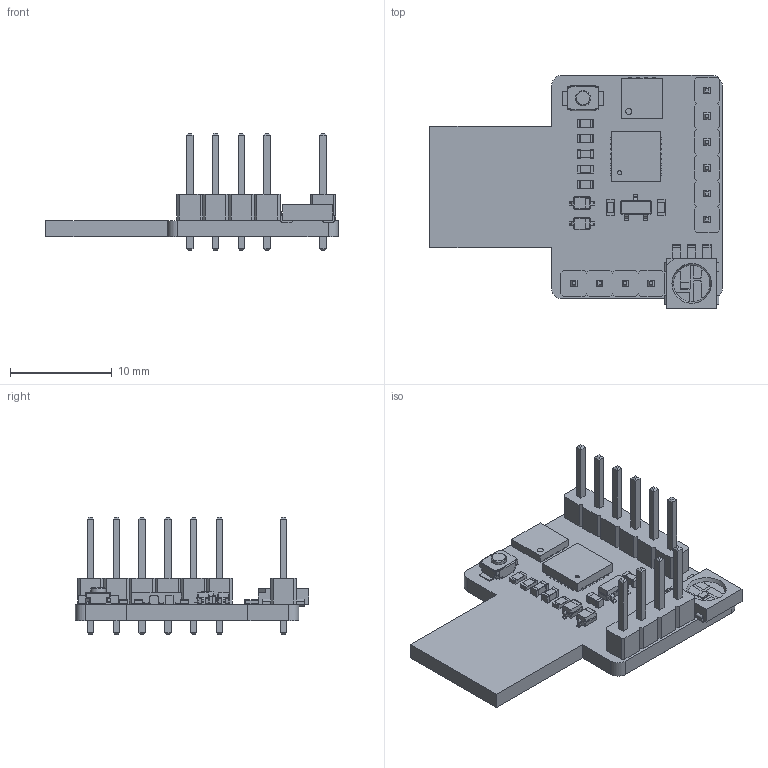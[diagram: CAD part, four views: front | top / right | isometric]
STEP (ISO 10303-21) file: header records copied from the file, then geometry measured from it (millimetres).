
FILE_DESCRIPTION(('KiCad electronic assembly'),'2;1');
FILE_NAME('serpente_plug.step','2019-08-18T19:46:49',('An Author'),( 'A Company'),'Open CASCADE STEP processor 7.3', 'KiCad to STEP converter','Unknown');
FILE_SCHEMA(('AUTOMOTIVE_DESIGN { 1 0 10303 214 1 1 1 1 }'));
Length unit declared in the file: millimetre
Products named in the file (22): Open CASCADE STEP translator 7.3 1; R_0603_1608Metric; SOLID; D_SOD-323; QFN-32-1EP_5x5mm_P0.5mm_EP3.6x3.6mm; SOT-23; WSON-8_4x4mm_P0.8mm; SW_SPST_B3U-1000P; PinHeader_1x06_P2.54mm_Vertical; PinHeader_1x04_P2.54mm_Vertical; WS2812_RGB_LED_updated; C_0603_1608Metric; COMPOUND
Assembly tree (30 placements, depth 3):
  Open CASCADE STEP translator 7.3 1
    R_0603_1608Metric  x6
      SOLID
    D_SOD-323  x2
      SOLID
    QFN-32-1EP_5x5mm_P0.5mm_EP3.6x3.6mm
      SOLID
    SOT-23
      SOLID
    WSON-8_4x4mm_P0.8mm
      SOLID
    SW_SPST_B3U-1000P
      SOLID
    PinHeader_1x06_P2.54mm_Vertical
      SOLID
    PinHeader_1x04_P2.54mm_Vertical
      SOLID
    WS2812_RGB_LED_updated
      SOLID
    C_0603_1608Metric  x4
      SOLID
    COMPOUND
Bounding box: 28.8 x 22.98 x 11.54 mm (x, y, z)
Volume: 1100.6 mm3; surface area: 2065.8 mm2
Topology: 20 solids, 20 shells, 1318 faces, 3419 edges, 2149 vertices
Faces by surface type: plane 950, cylinder 254, bspline 79, sphere 17, torus 17, cone 1
Full cylindrical faces by diameter (mm): 0.4 x1, 0.6 x1, 1 x10, 1.146 x1, 1.5 x1
Entity records: 76203 total; most frequent: CARTESIAN_POINT 14521, DIRECTION 10080, LINE 7207, VECTOR 7207, ORIENTED_EDGE 5380, PCURVE 5380, DEFINITIONAL_REPRESENTATION 5380, EDGE_CURVE 2690
